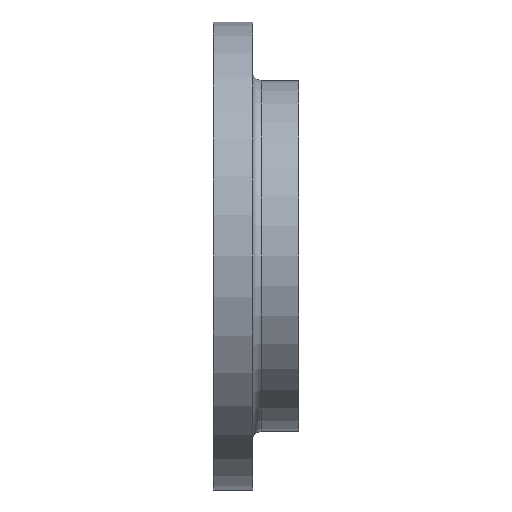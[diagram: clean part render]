
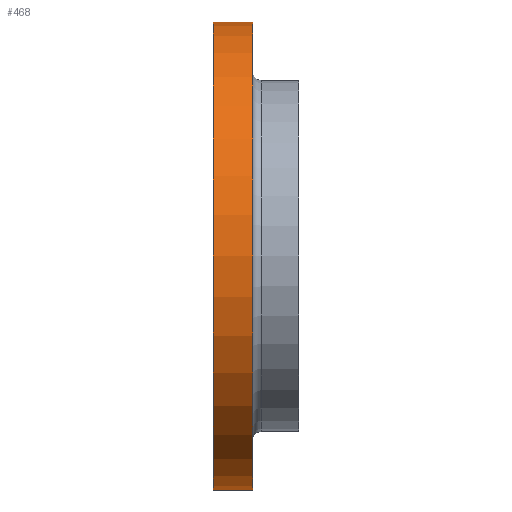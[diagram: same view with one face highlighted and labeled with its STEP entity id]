
A CAD part, front view. The second image highlights one B-rep face of the part: STEP entity #468.
In plain terms, the highlighted cylindrical face has radius 355.6 mm (diameter 711.2 mm), a partial arc.
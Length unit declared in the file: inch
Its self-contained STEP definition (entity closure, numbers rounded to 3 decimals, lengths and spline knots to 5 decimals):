
#60 = DIRECTION ( 'NONE',  ( 0., 0., 1. ) ) ;
#76 = DIRECTION ( 'NONE',  ( -1., 0., 0. ) ) ;
#78 = ORIENTED_EDGE ( 'NONE', *, *, #337, .F. ) ;
#126 = ORIENTED_EDGE ( 'NONE', *, *, #1342, .F. ) ;
#162 = DIRECTION ( 'NONE',  ( -1., 0., 0. ) ) ;
#337 = EDGE_CURVE ( 'NONE', #572, #814, #501, .T. ) ;
#468 = ADVANCED_FACE ( 'NONE', ( #1262 ), #1248, .T. ) ;
#501 = LINE ( 'NONE', #1189, #1291 ) ;
#572 = VERTEX_POINT ( 'NONE', #603 ) ;
#585 = CARTESIAN_POINT ( 'NONE',  ( 1.54986, 0., 14. ) ) ;
#603 = CARTESIAN_POINT ( 'NONE',  ( 1.54986, 0., -14. ) ) ;
#786 = EDGE_CURVE ( 'NONE', #2022, #2002, #1359, .T. ) ;
#814 = VERTEX_POINT ( 'NONE', #1715 ) ;
#857 = CARTESIAN_POINT ( 'NONE',  ( 1.54986, 0., 0. ) ) ;
#912 = EDGE_LOOP ( 'NONE', ( #78, #1351, #2173, #126 ) ) ;
#1189 = CARTESIAN_POINT ( 'NONE',  ( 0., 0., -14. ) ) ;
#1198 = CARTESIAN_POINT ( 'NONE',  ( 0., 0., 14. ) ) ;
#1248 = CYLINDRICAL_SURFACE ( 'NONE', #2041, 14. ) ;
#1262 = FACE_OUTER_BOUND ( 'NONE', #912, .T. ) ;
#1291 = VECTOR ( 'NONE', #1385, 39.37008 ) ;
#1332 = AXIS2_PLACEMENT_3D ( 'NONE', #857, #162, #1335 ) ;
#1335 = DIRECTION ( 'NONE',  ( 0., 0., 1. ) ) ;
#1342 = EDGE_CURVE ( 'NONE', #814, #2002, #2051, .T. ) ;
#1351 = ORIENTED_EDGE ( 'NONE', *, *, #1737, .T. ) ;
#1359 = LINE ( 'NONE', #1198, #1401 ) ;
#1366 = CIRCLE ( 'NONE', #1332, 14. ) ;
#1385 = DIRECTION ( 'NONE',  ( -1., 0., 0. ) ) ;
#1401 = VECTOR ( 'NONE', #2191, 39.37008 ) ;
#1425 = DIRECTION ( 'NONE',  ( 0., 0., 1. ) ) ;
#1600 = DIRECTION ( 'NONE',  ( -1., 0., 0. ) ) ;
#1615 = CARTESIAN_POINT ( 'NONE',  ( 0., 0., 0. ) ) ;
#1654 = AXIS2_PLACEMENT_3D ( 'NONE', #1921, #1600, #60 ) ;
#1715 = CARTESIAN_POINT ( 'NONE',  ( -0.82514, 0., -14. ) ) ;
#1737 = EDGE_CURVE ( 'NONE', #572, #2022, #1366, .T. ) ;
#1921 = CARTESIAN_POINT ( 'NONE',  ( -0.82514, 0., 0. ) ) ;
#1963 = CARTESIAN_POINT ( 'NONE',  ( -0.82514, 0., 14. ) ) ;
#2002 = VERTEX_POINT ( 'NONE', #1963 ) ;
#2022 = VERTEX_POINT ( 'NONE', #585 ) ;
#2041 = AXIS2_PLACEMENT_3D ( 'NONE', #1615, #76, #1425 ) ;
#2051 = CIRCLE ( 'NONE', #1654, 14. ) ;
#2173 = ORIENTED_EDGE ( 'NONE', *, *, #786, .T. ) ;
#2191 = DIRECTION ( 'NONE',  ( -1., 0., 0. ) ) ;
